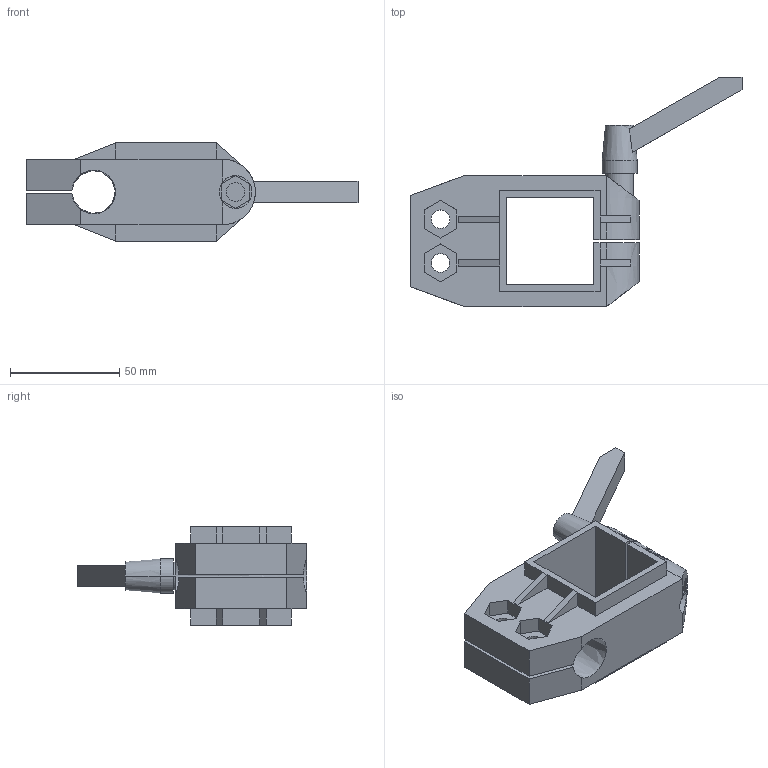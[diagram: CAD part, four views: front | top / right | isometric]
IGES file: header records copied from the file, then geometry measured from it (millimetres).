
Start section:  PTC IGES file: s0633-647162.igs
Global section: file name: s0633-647162.igs; native system: Pro/ENGINEER by Parametric Technology Corporation; preprocessor: 2004400; author: Andrea.Castagnoli; organization: Unknown; date: 070625.114705; units: millimetre
Bounding box: 152 x 105 x 45 mm (x, y, z)
Volume: 112921 mm3; surface area: 40872.3 mm2
Topology: 2 solids, 2 shells, 144 faces, 371 edges, 236 vertices
Faces by surface type: bspline 116, revolution 28
